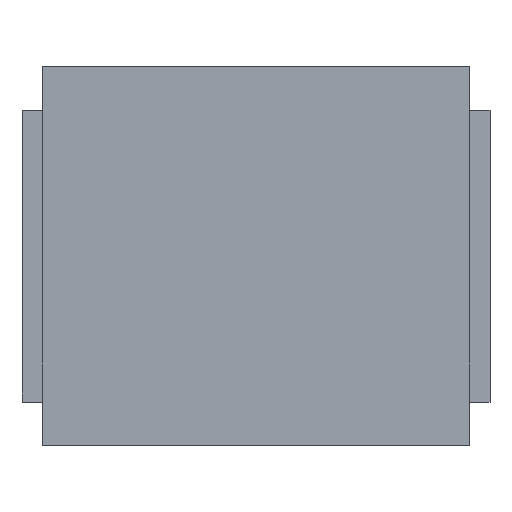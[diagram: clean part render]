
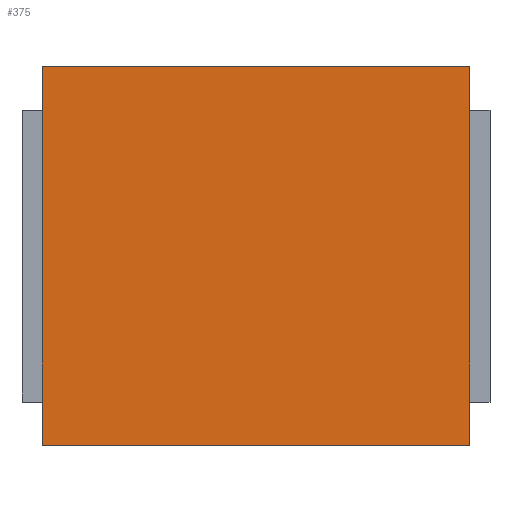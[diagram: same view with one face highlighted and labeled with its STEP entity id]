
A CAD part, top view. The second image highlights one B-rep face of the part: STEP entity #375.
In plain terms, the highlighted planar face has unit normal (0, 0, 1).
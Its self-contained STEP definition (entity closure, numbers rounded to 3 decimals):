
#10 = VECTOR ( 'NONE', #224, 1000. ) ;
#12 = EDGE_LOOP ( 'NONE', ( #458, #533, #1015, #542 ) ) ;
#83 = LINE ( 'NONE', #91, #821 ) ;
#90 = AXIS2_PLACEMENT_3D ( 'NONE', #532, #1001, #691 ) ;
#91 = CARTESIAN_POINT ( 'NONE',  ( -1.695, 1.499, 2.108 ) ) ;
#111 = DIRECTION ( 'NONE',  ( 0., -1., 0. ) ) ;
#185 = LINE ( 'NONE', #618, #596 ) ;
#192 = CARTESIAN_POINT ( 'NONE',  ( 1.695, 1.499, 2.108 ) ) ;
#224 = DIRECTION ( 'NONE',  ( 0., 1., 0. ) ) ;
#239 = LINE ( 'NONE', #245, #10 ) ;
#245 = CARTESIAN_POINT ( 'NONE',  ( 1.695, -1.499, 2.108 ) ) ;
#273 = VERTEX_POINT ( 'NONE', #678 ) ;
#310 = EDGE_CURVE ( 'NONE', #273, #518, #185, .T. ) ;
#375 = ADVANCED_FACE ( 'NONE', ( #928 ), #1013, .T. ) ;
#450 = VERTEX_POINT ( 'NONE', #192 ) ;
#458 = ORIENTED_EDGE ( 'NONE', *, *, #708, .T. ) ;
#518 = VERTEX_POINT ( 'NONE', #535 ) ;
#519 = CARTESIAN_POINT ( 'NONE',  ( 1.695, -1.499, 2.108 ) ) ;
#532 = CARTESIAN_POINT ( 'NONE',  ( -1.695, -1.499, 2.108 ) ) ;
#533 = ORIENTED_EDGE ( 'NONE', *, *, #789, .T. ) ;
#535 = CARTESIAN_POINT ( 'NONE',  ( -1.695, -1.499, 2.108 ) ) ;
#542 = ORIENTED_EDGE ( 'NONE', *, *, #310, .T. ) ;
#596 = VECTOR ( 'NONE', #111, 1000. ) ;
#616 = EDGE_CURVE ( 'NONE', #450, #273, #83, .T. ) ;
#618 = CARTESIAN_POINT ( 'NONE',  ( -1.695, -1.499, 2.108 ) ) ;
#678 = CARTESIAN_POINT ( 'NONE',  ( -1.695, 1.499, 2.108 ) ) ;
#691 = DIRECTION ( 'NONE',  ( 1., 0., 0. ) ) ;
#708 = EDGE_CURVE ( 'NONE', #518, #956, #961, .T. ) ;
#785 = VECTOR ( 'NONE', #805, 1000. ) ;
#789 = EDGE_CURVE ( 'NONE', #956, #450, #239, .T. ) ;
#805 = DIRECTION ( 'NONE',  ( 1., 0., 0. ) ) ;
#821 = VECTOR ( 'NONE', #993, 1000. ) ;
#928 = FACE_OUTER_BOUND ( 'NONE', #12, .T. ) ;
#956 = VERTEX_POINT ( 'NONE', #519 ) ;
#961 = LINE ( 'NONE', #1058, #785 ) ;
#993 = DIRECTION ( 'NONE',  ( -1., 0., 0. ) ) ;
#1001 = DIRECTION ( 'NONE',  ( 0., 0., 1. ) ) ;
#1013 = PLANE ( 'NONE',  #90 ) ;
#1015 = ORIENTED_EDGE ( 'NONE', *, *, #616, .T. ) ;
#1058 = CARTESIAN_POINT ( 'NONE',  ( -1.695, -1.499, 2.108 ) ) ;
